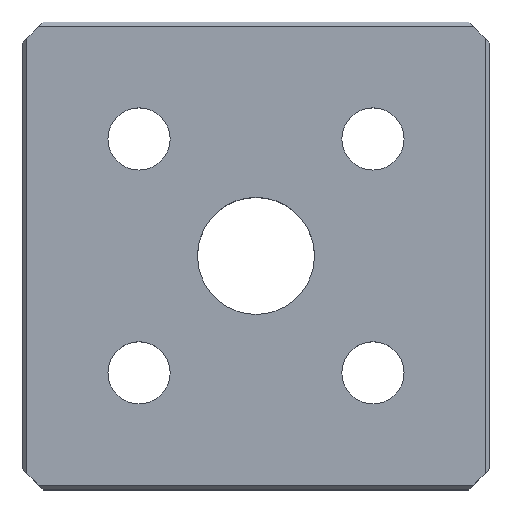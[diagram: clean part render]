
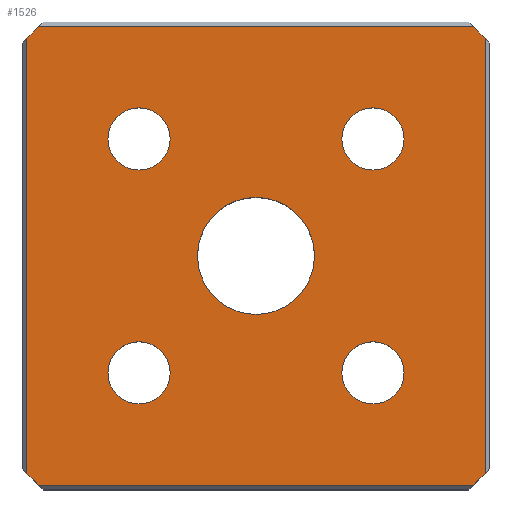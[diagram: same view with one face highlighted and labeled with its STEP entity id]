
A CAD part, top view. The second image highlights one B-rep face of the part: STEP entity #1526.
In plain terms, the highlighted planar face has unit normal (0, 0, 1).
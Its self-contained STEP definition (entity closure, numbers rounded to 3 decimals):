
#153=CARTESIAN_POINT('',(0.,1.133,0.));
#154=VERTEX_POINT('',#153);
#170=CARTESIAN_POINT('',(0.,0.867,0.));
#171=VERTEX_POINT('',#170);
#178=CARTESIAN_POINT('',(0.0,1.0,0.));
#179=DIRECTION('',(0.0,0.0,-1.0));
#180=DIRECTION('',(0.0,1.0,0.0));
#181=AXIS2_PLACEMENT_3D('',#178,#179,#180);
#182=CIRCLE('',#181,0.133);
#183=EDGE_CURVE('',#154,#171,#182,.T.);
#258=CARTESIAN_POINT('',(0.,-0.133,0.));
#259=VERTEX_POINT('',#258);
#275=CARTESIAN_POINT('',(0.,0.133,0.));
#276=VERTEX_POINT('',#275);
#283=CARTESIAN_POINT('',(0.0,0.0,0.0));
#284=DIRECTION('',(0.0,0.0,-1.0));
#285=DIRECTION('',(0.0,-1.0,0.0));
#286=AXIS2_PLACEMENT_3D('',#283,#284,#285);
#287=CIRCLE('',#286,0.133);
#288=EDGE_CURVE('',#259,#276,#287,.T.);
#342=CARTESIAN_POINT('',(1.0,1.133,0.));
#343=VERTEX_POINT('',#342);
#359=CARTESIAN_POINT('',(1.0,0.867,0.));
#360=VERTEX_POINT('',#359);
#367=CARTESIAN_POINT('',(1.0,1.0,0.));
#368=DIRECTION('',(0.0,0.0,1.0));
#369=DIRECTION('',(0.0,1.0,0.0));
#370=AXIS2_PLACEMENT_3D('',#367,#368,#369);
#371=CIRCLE('',#370,0.133);
#372=EDGE_CURVE('',#360,#343,#371,.T.);
#447=CARTESIAN_POINT('',(1.0,-0.133,0.));
#448=VERTEX_POINT('',#447);
#464=CARTESIAN_POINT('',(1.0,0.133,0.));
#465=VERTEX_POINT('',#464);
#472=CARTESIAN_POINT('',(1.0,0.0,0.));
#473=DIRECTION('',(0.0,0.0,1.0));
#474=DIRECTION('',(0.0,-1.0,0.0));
#475=AXIS2_PLACEMENT_3D('',#472,#473,#474);
#476=CIRCLE('',#475,0.133);
#477=EDGE_CURVE('',#465,#448,#476,.T.);
#552=CARTESIAN_POINT('',(0.5,0.25,0.));
#553=VERTEX_POINT('',#552);
#569=CARTESIAN_POINT('',(0.5,0.75,0.));
#570=VERTEX_POINT('',#569);
#577=CARTESIAN_POINT('',(0.5,0.5,0.));
#578=DIRECTION('',(0.0,0.0,-1.0));
#579=DIRECTION('',(0.0,-1.0,0.0));
#580=AXIS2_PLACEMENT_3D('',#577,#578,#579);
#581=CIRCLE('',#580,0.25);
#582=EDGE_CURVE('',#553,#570,#581,.T.);
#593=CARTESIAN_POINT('',(0.5,0.5,0.));
#594=DIRECTION('',(0.0,0.0,-1.0));
#595=DIRECTION('',(0.0,-1.0,0.0));
#596=AXIS2_PLACEMENT_3D('',#593,#594,#595);
#597=CIRCLE('',#596,0.25);
#598=EDGE_CURVE('',#570,#553,#597,.T.);
#618=CARTESIAN_POINT('',(1.43,1.48,0.));
#619=VERTEX_POINT('',#618);
#626=CARTESIAN_POINT('',(1.48,1.43,0.));
#627=VERTEX_POINT('',#626);
#628=CARTESIAN_POINT('',(1.48,1.43,0.));
#629=DIRECTION('',(-0.707,0.707,0.));
#630=VECTOR('',#629,0.071);
#631=LINE('',#628,#630);
#632=EDGE_CURVE('',#627,#619,#631,.T.);
#689=CARTESIAN_POINT('',(1.48,-0.43,0.));
#690=VERTEX_POINT('',#689);
#691=CARTESIAN_POINT('',(1.48,-0.43,0.));
#692=DIRECTION('',(0.0,1.0,0.0));
#693=VECTOR('',#692,1.86);
#694=LINE('',#691,#693);
#695=EDGE_CURVE('',#690,#627,#694,.T.);
#720=CARTESIAN_POINT('',(1.43,-0.48,0.));
#721=VERTEX_POINT('',#720);
#722=CARTESIAN_POINT('',(1.43,-0.48,0.));
#723=DIRECTION('',(0.707,0.707,0.));
#724=VECTOR('',#723,0.071);
#725=LINE('',#722,#724);
#726=EDGE_CURVE('',#721,#690,#725,.T.);
#903=CARTESIAN_POINT('',(1.0,0.0,0.));
#904=DIRECTION('',(0.0,0.0,1.0));
#905=DIRECTION('',(0.0,-1.0,0.0));
#906=AXIS2_PLACEMENT_3D('',#903,#904,#905);
#907=CIRCLE('',#906,0.133);
#908=EDGE_CURVE('',#448,#465,#907,.T.);
#965=CARTESIAN_POINT('',(1.0,1.0,0.));
#966=DIRECTION('',(0.0,0.0,1.0));
#967=DIRECTION('',(0.0,1.0,0.0));
#968=AXIS2_PLACEMENT_3D('',#965,#966,#967);
#969=CIRCLE('',#968,0.133);
#970=EDGE_CURVE('',#343,#360,#969,.T.);
#990=CARTESIAN_POINT('',(-0.43,1.48,0.));
#991=VERTEX_POINT('',#990);
#998=CARTESIAN_POINT('',(-0.43,1.48,0.));
#999=DIRECTION('',(1.0,0.0,0.0));
#1000=VECTOR('',#999,1.86);
#1001=LINE('',#998,#1000);
#1002=EDGE_CURVE('',#991,#619,#1001,.T.);
#1088=CARTESIAN_POINT('',(-0.48,1.43,0.));
#1089=VERTEX_POINT('',#1088);
#1096=CARTESIAN_POINT('',(-0.48,1.43,0.));
#1097=DIRECTION('',(0.707,0.707,0.));
#1098=VECTOR('',#1097,0.071);
#1099=LINE('',#1096,#1098);
#1100=EDGE_CURVE('',#1089,#991,#1099,.T.);
#1186=CARTESIAN_POINT('',(-0.48,-0.43,0.));
#1187=VERTEX_POINT('',#1186);
#1194=CARTESIAN_POINT('',(-0.48,-0.43,0.));
#1195=DIRECTION('',(0.0,1.0,0.0));
#1196=VECTOR('',#1195,1.86);
#1197=LINE('',#1194,#1196);
#1198=EDGE_CURVE('',#1187,#1089,#1197,.T.);
#1240=CARTESIAN_POINT('',(-0.43,-0.48,0.));
#1241=VERTEX_POINT('',#1240);
#1248=CARTESIAN_POINT('',(-0.43,-0.48,0.));
#1249=DIRECTION('',(-0.707,0.707,0.));
#1250=VECTOR('',#1249,0.071);
#1251=LINE('',#1248,#1250);
#1252=EDGE_CURVE('',#1241,#1187,#1251,.T.);
#1291=CARTESIAN_POINT('',(1.43,-0.48,0.));
#1292=DIRECTION('',(-1.0,0.0,0.0));
#1293=VECTOR('',#1292,1.86);
#1294=LINE('',#1291,#1293);
#1295=EDGE_CURVE('',#721,#1241,#1294,.T.);
#1381=CARTESIAN_POINT('',(0.0,0.0,0.0));
#1382=DIRECTION('',(0.0,0.0,-1.0));
#1383=DIRECTION('',(0.0,-1.0,0.0));
#1384=AXIS2_PLACEMENT_3D('',#1381,#1382,#1383);
#1385=CIRCLE('',#1384,0.133);
#1386=EDGE_CURVE('',#276,#259,#1385,.T.);
#1479=CARTESIAN_POINT('',(0.0,1.0,0.));
#1480=DIRECTION('',(0.0,0.0,-1.0));
#1481=DIRECTION('',(0.0,1.0,0.0));
#1482=AXIS2_PLACEMENT_3D('',#1479,#1480,#1481);
#1483=CIRCLE('',#1482,0.133);
#1484=EDGE_CURVE('',#171,#154,#1483,.T.);
#1491=CARTESIAN_POINT('',(0.5,0.5,0.));
#1492=DIRECTION('',(0.0,0.0,1.0));
#1493=DIRECTION('',(-1.0,0.0,0.0));
#1494=AXIS2_PLACEMENT_3D('',#1491,#1492,#1493);
#1495=PLANE('',#1494);
#1496=ORIENTED_EDGE('',*,*,#1002,.F.);
#1497=ORIENTED_EDGE('',*,*,#1100,.F.);
#1498=ORIENTED_EDGE('',*,*,#1198,.F.);
#1499=ORIENTED_EDGE('',*,*,#1252,.F.);
#1500=ORIENTED_EDGE('',*,*,#1295,.F.);
#1501=ORIENTED_EDGE('',*,*,#726,.T.);
#1502=ORIENTED_EDGE('',*,*,#695,.T.);
#1503=ORIENTED_EDGE('',*,*,#632,.T.);
#1504=EDGE_LOOP('',(#1496,#1497,#1498,#1499,#1500,#1501,#1502,#1503));
#1505=FACE_OUTER_BOUND('',#1504,.T.);
#1506=ORIENTED_EDGE('',*,*,#582,.T.);
#1507=ORIENTED_EDGE('',*,*,#598,.T.);
#1508=EDGE_LOOP('',(#1506,#1507));
#1509=FACE_BOUND('',#1508,.T.);
#1510=ORIENTED_EDGE('',*,*,#970,.F.);
#1511=ORIENTED_EDGE('',*,*,#372,.F.);
#1512=EDGE_LOOP('',(#1510,#1511));
#1513=FACE_BOUND('',#1512,.T.);
#1514=ORIENTED_EDGE('',*,*,#908,.F.);
#1515=ORIENTED_EDGE('',*,*,#477,.F.);
#1516=EDGE_LOOP('',(#1514,#1515));
#1517=FACE_BOUND('',#1516,.T.);
#1518=ORIENTED_EDGE('',*,*,#288,.T.);
#1519=ORIENTED_EDGE('',*,*,#1386,.T.);
#1520=EDGE_LOOP('',(#1518,#1519));
#1521=FACE_BOUND('',#1520,.T.);
#1522=ORIENTED_EDGE('',*,*,#183,.T.);
#1523=ORIENTED_EDGE('',*,*,#1484,.T.);
#1524=EDGE_LOOP('',(#1522,#1523));
#1525=FACE_BOUND('',#1524,.T.);
#1526=ADVANCED_FACE('',(#1505,#1509,#1513,#1517,#1521,#1525),#1495,.T.);
